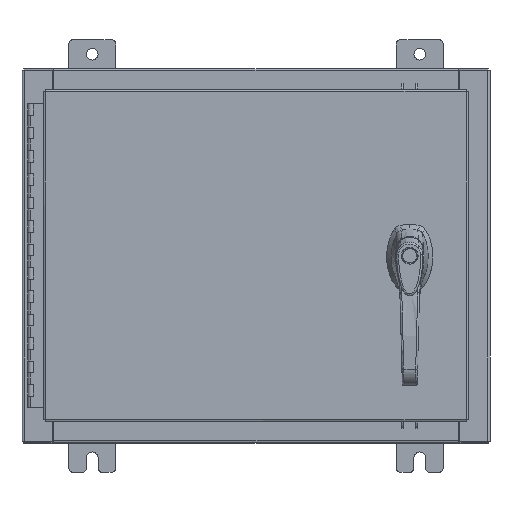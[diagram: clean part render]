
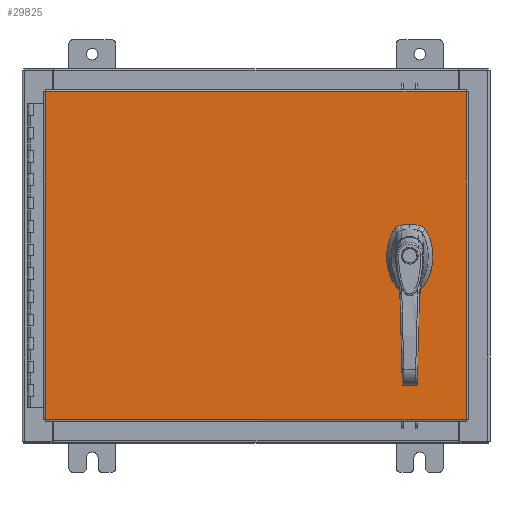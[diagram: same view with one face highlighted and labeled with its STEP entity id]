
A CAD part, top view. The second image highlights one B-rep face of the part: STEP entity #29825.
In plain terms, the highlighted planar face has unit normal (0, 0, 1).
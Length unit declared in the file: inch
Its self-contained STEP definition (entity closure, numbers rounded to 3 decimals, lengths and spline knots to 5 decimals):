
#568 = VERTEX_POINT ( 'NONE', #77924 ) ;
#1331 = DIRECTION ( 'NONE',  ( 0., -1., 0. ) ) ;
#1784 = ORIENTED_EDGE ( 'NONE', *, *, #9955, .T. ) ;
#1970 = ORIENTED_EDGE ( 'NONE', *, *, #71264, .F. ) ;
#3925 = ORIENTED_EDGE ( 'NONE', *, *, #40009, .F. ) ;
#4274 = CARTESIAN_POINT ( 'NONE',  ( 6.578, -1.338, 0. ) ) ;
#4515 = CARTESIAN_POINT ( 'NONE',  ( 6.175, 0.20023, 0. ) ) ;
#4752 = VERTEX_POINT ( 'NONE', #104820 ) ;
#5296 = CARTESIAN_POINT ( 'NONE',  ( 6.37777, 0.403, 0. ) ) ;
#5805 = EDGE_CURVE ( 'NONE', #29065, #34230, #20826, .T. ) ;
#6293 = CARTESIAN_POINT ( 'NONE',  ( 0., 0., 0. ) ) ;
#7052 = CARTESIAN_POINT ( 'NONE',  ( 6.578, 0., 0. ) ) ;
#7194 = EDGE_LOOP ( 'NONE', ( #55856, #88365 ) ) ;
#9955 = EDGE_CURVE ( 'NONE', #15268, #11071, #105318, .T. ) ;
#11071 = VERTEX_POINT ( 'NONE', #49221 ) ;
#11150 = CIRCLE ( 'NONE', #100369, 0.1715 ) ;
#12084 = CARTESIAN_POINT ( 'NONE',  ( -8.9903, -7.0063, 0. ) ) ;
#12141 = AXIS2_PLACEMENT_3D ( 'NONE', #64452, #15436, #72680 ) ;
#12471 = DIRECTION ( 'NONE',  ( 1., 0., 0. ) ) ;
#12934 = CARTESIAN_POINT ( 'NONE',  ( 8.9903, -7.0063, 0. ) ) ;
#14483 = PLANE ( 'NONE',  #73438 ) ;
#14536 = FACE_OUTER_BOUND ( 'NONE', #63767, .T. ) ;
#15241 = DIRECTION ( 'NONE',  ( 0., 0., 1. ) ) ;
#15268 = VERTEX_POINT ( 'NONE', #76853 ) ;
#15281 = DIRECTION ( 'NONE',  ( 1., 0., 0. ) ) ;
#15436 = DIRECTION ( 'NONE',  ( 0., 0., 1. ) ) ;
#15950 = CIRCLE ( 'NONE', #12141, 0.45 ) ;
#16549 = EDGE_CURVE ( 'NONE', #87576, #67741, #32987, .T. ) ;
#17497 = VECTOR ( 'NONE', #104516, 39.37008 ) ;
#19558 = ORIENTED_EDGE ( 'NONE', *, *, #89152, .F. ) ;
#20826 = CIRCLE ( 'NONE', #52583, 0.45 ) ;
#21451 = CARTESIAN_POINT ( 'NONE',  ( -8.9903, -7.0063, 0. ) ) ;
#22711 = DIRECTION ( 'NONE',  ( -1., 0., 0. ) ) ;
#22817 = EDGE_CURVE ( 'NONE', #35776, #71513, #33236, .T. ) ;
#24225 = VECTOR ( 'NONE', #42133, 39.37008 ) ;
#25117 = ORIENTED_EDGE ( 'NONE', *, *, #87697, .T. ) ;
#25635 = CARTESIAN_POINT ( 'NONE',  ( 8.9903, 7.0063, 0. ) ) ;
#27423 = DIRECTION ( 'NONE',  ( 1., 0., 0. ) ) ;
#28054 = CARTESIAN_POINT ( 'NONE',  ( 6.578, 0., 0. ) ) ;
#28935 = DIRECTION ( 'NONE',  ( -1., 0., 0. ) ) ;
#29065 = VERTEX_POINT ( 'NONE', #101464 ) ;
#29825 = ADVANCED_FACE ( 'NONE', ( #58082, #14536, #79830 ), #14483, .F. ) ;
#30434 = VECTOR ( 'NONE', #39170, 39.37008 ) ;
#32987 = LINE ( 'NONE', #96355, #30434 ) ;
#33236 = CIRCLE ( 'NONE', #85509, 0.1715 ) ;
#33545 = CARTESIAN_POINT ( 'NONE',  ( 8.9903, 7.0063, 0. ) ) ;
#34230 = VERTEX_POINT ( 'NONE', #66412 ) ;
#34946 = VECTOR ( 'NONE', #1331, 39.37008 ) ;
#35217 = CIRCLE ( 'NONE', #71756, 0.45 ) ;
#35612 = LINE ( 'NONE', #59999, #98275 ) ;
#35776 = VERTEX_POINT ( 'NONE', #75106 ) ;
#36336 = DIRECTION ( 'NONE',  ( 1., 0., 0. ) ) ;
#37967 = DIRECTION ( 'NONE',  ( 1., 0., 0. ) ) ;
#38305 = ORIENTED_EDGE ( 'NONE', *, *, #44398, .F. ) ;
#39170 = DIRECTION ( 'NONE',  ( 0., -1., 0. ) ) ;
#40009 = EDGE_CURVE ( 'NONE', #94630, #76875, #15950, .T. ) ;
#42133 = DIRECTION ( 'NONE',  ( -1., 0., 0. ) ) ;
#42740 = EDGE_CURVE ( 'NONE', #4752, #80374, #64344, .T. ) ;
#43283 = DIRECTION ( 'NONE',  ( 0., 0., 1. ) ) ;
#44398 = EDGE_CURVE ( 'NONE', #61373, #94630, #96142, .T. ) ;
#46053 = LINE ( 'NONE', #25635, #24225 ) ;
#49221 = CARTESIAN_POINT ( 'NONE',  ( 6.981, -0.20023, 0. ) ) ;
#49698 = ORIENTED_EDGE ( 'NONE', *, *, #5805, .F. ) ;
#52583 = AXIS2_PLACEMENT_3D ( 'NONE', #28054, #85277, #36336 ) ;
#53690 = LINE ( 'NONE', #21451, #94600 ) ;
#55547 = CARTESIAN_POINT ( 'NONE',  ( 6.175, 0., 0. ) ) ;
#55856 = ORIENTED_EDGE ( 'NONE', *, *, #68459, .F. ) ;
#58082 = FACE_BOUND ( 'NONE', #7194, .T. ) ;
#59999 = CARTESIAN_POINT ( 'NONE',  ( 0., -0.403, 0. ) ) ;
#61373 = VERTEX_POINT ( 'NONE', #105883 ) ;
#61522 = DIRECTION ( 'NONE',  ( 0., 0., 1. ) ) ;
#63767 = EDGE_LOOP ( 'NONE', ( #25117, #89035, #88838, #101554 ) ) ;
#64267 = CARTESIAN_POINT ( 'NONE',  ( 6.578, 0., 0. ) ) ;
#64310 = DIRECTION ( 'NONE',  ( 0., 0., 1. ) ) ;
#64344 = LINE ( 'NONE', #12934, #100123 ) ;
#64452 = CARTESIAN_POINT ( 'NONE',  ( 6.578, 0., 0. ) ) ;
#66412 = CARTESIAN_POINT ( 'NONE',  ( 6.37777, -0.403, 0. ) ) ;
#67022 = EDGE_CURVE ( 'NONE', #76875, #29065, #80220, .T. ) ;
#67741 = VERTEX_POINT ( 'NONE', #12084 ) ;
#68459 = EDGE_CURVE ( 'NONE', #71513, #35776, #11150, .T. ) ;
#69825 = CIRCLE ( 'NONE', #99496, 0.45 ) ;
#70158 = DIRECTION ( 'NONE',  ( 0., 1., 0. ) ) ;
#71264 = EDGE_CURVE ( 'NONE', #568, #11071, #35217, .T. ) ;
#71513 = VERTEX_POINT ( 'NONE', #84186 ) ;
#71756 = AXIS2_PLACEMENT_3D ( 'NONE', #64267, #15241, #72479 ) ;
#71841 = VECTOR ( 'NONE', #28935, 39.37008 ) ;
#72479 = DIRECTION ( 'NONE',  ( 1., 0., 0. ) ) ;
#72680 = DIRECTION ( 'NONE',  ( 1., 0., 0. ) ) ;
#73438 = AXIS2_PLACEMENT_3D ( 'NONE', #6293, #104276, #22711 ) ;
#75106 = CARTESIAN_POINT ( 'NONE',  ( 6.4065, -1.338, 0. ) ) ;
#75411 = ORIENTED_EDGE ( 'NONE', *, *, #67022, .F. ) ;
#76853 = CARTESIAN_POINT ( 'NONE',  ( 6.981, 0.20023, 0. ) ) ;
#76875 = VERTEX_POINT ( 'NONE', #4515 ) ;
#77924 = CARTESIAN_POINT ( 'NONE',  ( 6.77823, -0.403, 0. ) ) ;
#77966 = CARTESIAN_POINT ( 'NONE',  ( 0., 0.403, 0. ) ) ;
#78193 = EDGE_CURVE ( 'NONE', #15268, #61373, #69825, .T. ) ;
#79830 = FACE_BOUND ( 'NONE', #91465, .T. ) ;
#80220 = LINE ( 'NONE', #55547, #17497 ) ;
#80374 = VERTEX_POINT ( 'NONE', #33545 ) ;
#84186 = CARTESIAN_POINT ( 'NONE',  ( 6.7495, -1.338, 0. ) ) ;
#85277 = DIRECTION ( 'NONE',  ( 0., 0., 1. ) ) ;
#85509 = AXIS2_PLACEMENT_3D ( 'NONE', #92240, #43283, #100440 ) ;
#87576 = VERTEX_POINT ( 'NONE', #101959 ) ;
#87697 = EDGE_CURVE ( 'NONE', #67741, #4752, #53690, .T. ) ;
#88365 = ORIENTED_EDGE ( 'NONE', *, *, #22817, .F. ) ;
#88838 = ORIENTED_EDGE ( 'NONE', *, *, #92989, .T. ) ;
#89035 = ORIENTED_EDGE ( 'NONE', *, *, #42740, .T. ) ;
#89152 = EDGE_CURVE ( 'NONE', #34230, #568, #35612, .T. ) ;
#91465 = EDGE_LOOP ( 'NONE', ( #1784, #1970, #19558, #49698, #75411, #3925, #38305, #93578 ) ) ;
#92240 = CARTESIAN_POINT ( 'NONE',  ( 6.578, -1.338, 0. ) ) ;
#92989 = EDGE_CURVE ( 'NONE', #80374, #87576, #46053, .T. ) ;
#93578 = ORIENTED_EDGE ( 'NONE', *, *, #78193, .F. ) ;
#94600 = VECTOR ( 'NONE', #37967, 39.37008 ) ;
#94630 = VERTEX_POINT ( 'NONE', #5296 ) ;
#96142 = LINE ( 'NONE', #77966, #71841 ) ;
#96355 = CARTESIAN_POINT ( 'NONE',  ( -8.9903, 7.0063, 0. ) ) ;
#98275 = VECTOR ( 'NONE', #27423, 39.37008 ) ;
#99242 = CARTESIAN_POINT ( 'NONE',  ( 6.981, 0., 0. ) ) ;
#99496 = AXIS2_PLACEMENT_3D ( 'NONE', #7052, #64310, #15281 ) ;
#100123 = VECTOR ( 'NONE', #70158, 39.37008 ) ;
#100369 = AXIS2_PLACEMENT_3D ( 'NONE', #4274, #61522, #12471 ) ;
#100440 = DIRECTION ( 'NONE',  ( 1., 0., 0. ) ) ;
#101464 = CARTESIAN_POINT ( 'NONE',  ( 6.175, -0.20023, 0. ) ) ;
#101554 = ORIENTED_EDGE ( 'NONE', *, *, #16549, .T. ) ;
#101959 = CARTESIAN_POINT ( 'NONE',  ( -8.9903, 7.0063, 0. ) ) ;
#104276 = DIRECTION ( 'NONE',  ( 0., 0., -1. ) ) ;
#104516 = DIRECTION ( 'NONE',  ( 0., -1., 0. ) ) ;
#104820 = CARTESIAN_POINT ( 'NONE',  ( 8.9903, -7.0063, 0. ) ) ;
#105318 = LINE ( 'NONE', #99242, #34946 ) ;
#105883 = CARTESIAN_POINT ( 'NONE',  ( 6.77823, 0.403, 0. ) ) ;
